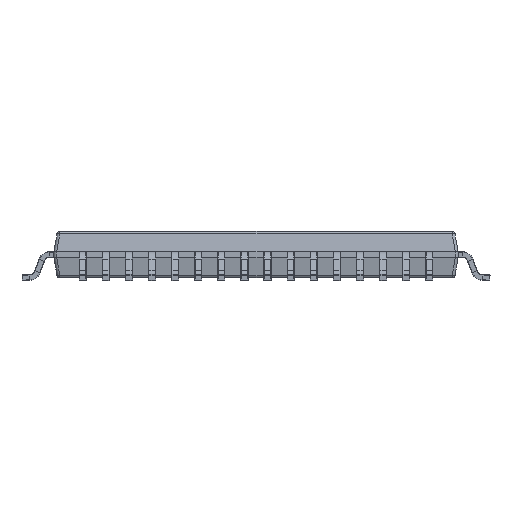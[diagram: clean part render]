
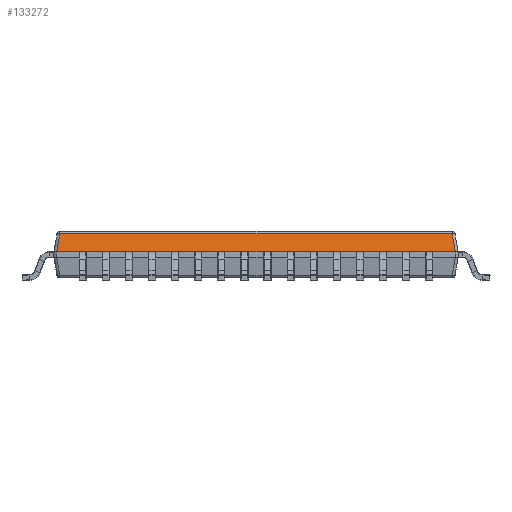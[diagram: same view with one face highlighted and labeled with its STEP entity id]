
A CAD part, front view. The second image highlights one B-rep face of the part: STEP entity #133272.
In plain terms, the highlighted planar face has unit normal (0, -0.985, 0.174).
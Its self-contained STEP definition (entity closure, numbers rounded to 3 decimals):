
#2116 = DIRECTION ( 'NONE',  ( -1., 0., 0. ) ) ;
#2301 = DIRECTION ( 'NONE',  ( -1., 0., 0. ) ) ;
#7819 = CARTESIAN_POINT ( 'NONE',  ( 6.902, -7., 0.95 ) ) ;
#9637 = LINE ( 'NONE', #56393, #117645 ) ;
#11634 = CARTESIAN_POINT ( 'NONE',  ( -6.793, -6.891, 1.567 ) ) ;
#12948 = EDGE_CURVE ( 'NONE', #147692, #144266, #101915, .T. ) ;
#13432 = CARTESIAN_POINT ( 'NONE',  ( -6.9, -7., 0.95 ) ) ;
#28457 = CARTESIAN_POINT ( 'NONE',  ( 6.58, -6.678, 2.775 ) ) ;
#30048 = DIRECTION ( 'NONE',  ( -0.171, 0.171, 0.97 ) ) ;
#33044 = VECTOR ( 'NONE', #128343, 1000. ) ;
#34041 = VERTEX_POINT ( 'NONE', #124308 ) ;
#35472 = ORIENTED_EDGE ( 'NONE', *, *, #88077, .T. ) ;
#39980 = VERTEX_POINT ( 'NONE', #147818 ) ;
#44118 = CARTESIAN_POINT ( 'NONE',  ( 6.901, -7., 0.95 ) ) ;
#44352 = EDGE_CURVE ( 'NONE', #147692, #123849, #80698, .T. ) ;
#45040 = PLANE ( 'NONE',  #102661 ) ;
#46555 = CARTESIAN_POINT ( 'NONE',  ( 6.9, -7., 0.95 ) ) ;
#55308 = CARTESIAN_POINT ( 'NONE',  ( 6.9, -7., 0.95 ) ) ;
#56393 = CARTESIAN_POINT ( 'NONE',  ( -6.58, -6.678, 2.775 ) ) ;
#60931 = CARTESIAN_POINT ( 'NONE',  ( -6.902, -7., 0.95 ) ) ;
#61385 = CARTESIAN_POINT ( 'NONE',  ( -6.9, -7., 0.95 ) ) ;
#72720 = ORIENTED_EDGE ( 'NONE', *, *, #119661, .T. ) ;
#74477 = LINE ( 'NONE', #138239, #122920 ) ;
#80698 = LINE ( 'NONE', #105682, #33044 ) ;
#88077 = EDGE_CURVE ( 'NONE', #145994, #39980, #9637, .T. ) ;
#93266 = ORIENTED_EDGE ( 'NONE', *, *, #111322, .T. ) ;
#94918 = FACE_OUTER_BOUND ( 'NONE', #122233, .T. ) ;
#97291 = CARTESIAN_POINT ( 'NONE',  ( 0., -6.877, 1.65 ) ) ;
#101117 = CARTESIAN_POINT ( 'NONE',  ( 6.902, -7., 0.95 ) ) ;
#101915 =( BOUNDED_CURVE ( )  B_SPLINE_CURVE ( 3, ( #55308, #44118, #129562, #7819 ),
 .UNSPECIFIED., .F., .F. ) 
 B_SPLINE_CURVE_WITH_KNOTS ( ( 4, 4 ),
 ( 0., 0.015 ),
 .UNSPECIFIED. ) 
 CURVE ( )  GEOMETRIC_REPRESENTATION_ITEM ( )  RATIONAL_B_SPLINE_CURVE ( ( 1., 1., 1., 1. ) ) 
 REPRESENTATION_ITEM ( '' )  );
#102661 = AXIS2_PLACEMENT_3D ( 'NONE', #97291, #110185, #2301 ) ;
#105574 = DIRECTION ( 'NONE',  ( -0.171, -0.171, -0.97 ) ) ;
#105682 = CARTESIAN_POINT ( 'NONE',  ( -7., -7., 0.95 ) ) ;
#107483 = ORIENTED_EDGE ( 'NONE', *, *, #12948, .T. ) ;
#109337 = CARTESIAN_POINT ( 'NONE',  ( -6.901, -7., 0.95 ) ) ;
#110185 = DIRECTION ( 'NONE',  ( 0., -0.985, 0.174 ) ) ;
#111322 = EDGE_CURVE ( 'NONE', #144266, #34041, #138847, .T. ) ;
#114833 = ORIENTED_EDGE ( 'NONE', *, *, #44352, .F. ) ;
#117645 = VECTOR ( 'NONE', #105574, 1000. ) ;
#119661 = EDGE_CURVE ( 'NONE', #34041, #145994, #74477, .T. ) ;
#122233 = EDGE_LOOP ( 'NONE', ( #114833, #107483, #93266, #72720, #35472, #136340 ) ) ;
#122920 = VECTOR ( 'NONE', #2116, 1000. ) ;
#123849 = VERTEX_POINT ( 'NONE', #61385 ) ;
#124308 = CARTESIAN_POINT ( 'NONE',  ( 6.793, -6.891, 1.567 ) ) ;
#128343 = DIRECTION ( 'NONE',  ( -1., 0., 0. ) ) ;
#128851 =( BOUNDED_CURVE ( )  B_SPLINE_CURVE ( 3, ( #60931, #145626, #109337, #13432 ),
 .UNSPECIFIED., .F., .F. ) 
 B_SPLINE_CURVE_WITH_KNOTS ( ( 4, 4 ),
 ( 6.268, 6.283 ),
 .UNSPECIFIED. ) 
 CURVE ( )  GEOMETRIC_REPRESENTATION_ITEM ( )  RATIONAL_B_SPLINE_CURVE ( ( 1., 1., 1., 1. ) ) 
 REPRESENTATION_ITEM ( '' )  );
#129562 = CARTESIAN_POINT ( 'NONE',  ( 6.901, -7., 0.95 ) ) ;
#133272 = ADVANCED_FACE ( 'NONE', ( #94918 ), #45040, .T. ) ;
#136340 = ORIENTED_EDGE ( 'NONE', *, *, #141606, .T. ) ;
#138239 = CARTESIAN_POINT ( 'NONE',  ( 0., -6.891, 1.567 ) ) ;
#138847 = LINE ( 'NONE', #28457, #143300 ) ;
#141606 = EDGE_CURVE ( 'NONE', #39980, #123849, #128851, .T. ) ;
#143300 = VECTOR ( 'NONE', #30048, 1000. ) ;
#144266 = VERTEX_POINT ( 'NONE', #101117 ) ;
#145626 = CARTESIAN_POINT ( 'NONE',  ( -6.901, -7., 0.95 ) ) ;
#145994 = VERTEX_POINT ( 'NONE', #11634 ) ;
#147692 = VERTEX_POINT ( 'NONE', #46555 ) ;
#147818 = CARTESIAN_POINT ( 'NONE',  ( -6.902, -7., 0.95 ) ) ;
